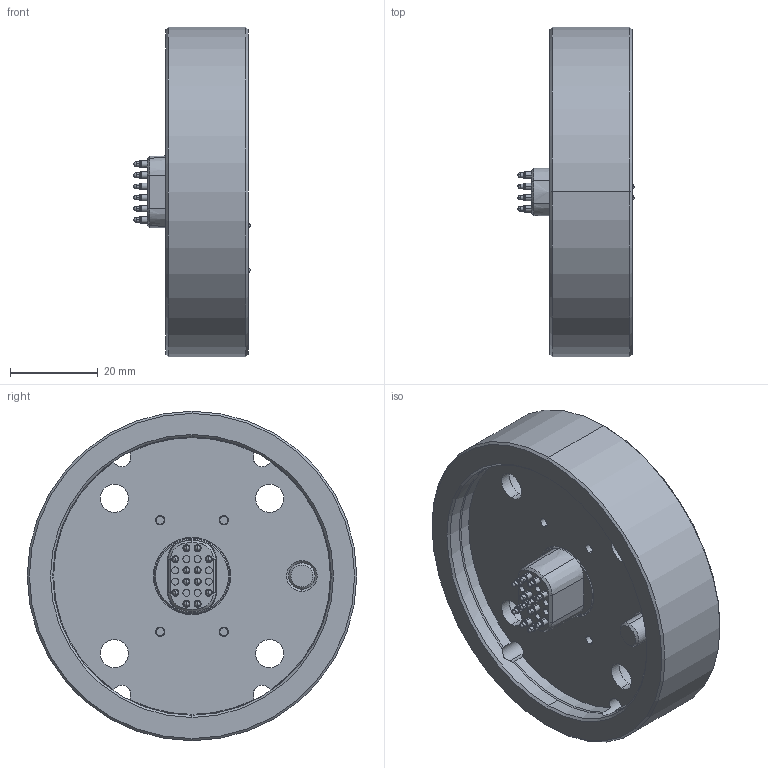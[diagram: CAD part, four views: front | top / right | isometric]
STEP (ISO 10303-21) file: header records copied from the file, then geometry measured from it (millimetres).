
FILE_DESCRIPTION (( 'STEP AP214' ), '1' );
FILE_NAME ('ROBOTIQ FLANGE ADAPTER_LITE_2022-05-27.STEP', '2022-05-27T14:17:02', ( '' ), ( '' ), 'SwSTEP 2.0', 'SolidWorks 2018', '' );
FILE_SCHEMA (( 'AUTOMOTIVE_DESIGN' ));
Length unit declared in the file: millimetre
Products named in the file (1): ROBOTIQ FLANGE ADAPTER_LITE_2022-05-27
Bounding box: 26.5 x 75 x 75 mm (x, y, z)
Volume: 45911.5 mm3; surface area: 31303.4 mm2
Topology: 31 solids, 31 shells, 1023 faces, 2420 edges, 1509 vertices
Faces by surface type: cylinder 376, plane 286, cone 238, sphere 52, torus 48, bspline 23
Entity records: 41305 total; most frequent: CARTESIAN_POINT 5507, DIRECTION 5493, ORIENTED_EDGE 4700, EDGE_CURVE 2350, AXIS2_PLACEMENT_3D 2240, VERTEX_POINT 1487, CIRCLE 1239, EDGE_LOOP 1219
